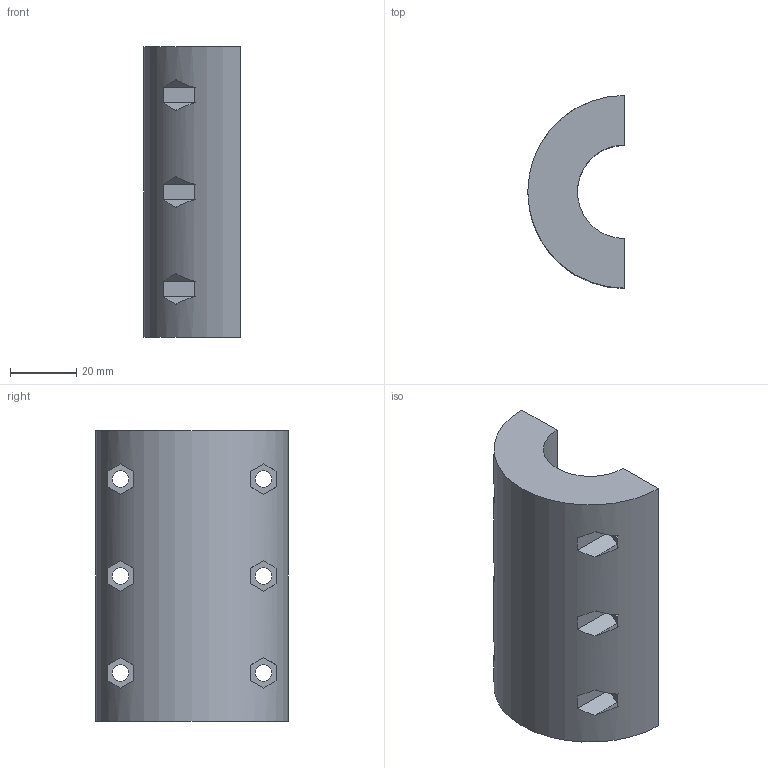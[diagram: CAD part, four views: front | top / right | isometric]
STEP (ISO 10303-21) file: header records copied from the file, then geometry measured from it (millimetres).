
FILE_DESCRIPTION(('FreeCAD Model'),'2;1');
FILE_NAME('Open CASCADE Shape Model','2024-02-22T14:45:40',(''),(''), 'Open CASCADE STEP processor 7.7','FreeCAD','Unknown');
FILE_SCHEMA(('AUTOMOTIVE_DESIGN { 1 0 10303 214 1 1 1 1 }'));
Length unit declared in the file: millimetre
Products named in the file (3): Unnamed; Tělo; Extrude
Assembly tree (2 placements, depth 2):
  Unnamed
    Tělo
    Extrude
Bounding box: 29.12 x 58.25 x 87.8 mm (x, y, z)
Volume: 85212.8 mm3; surface area: 21951.1 mm2
Topology: 7 solids, 7 shells, 96 faces, 246 edges, 164 vertices
Faces by surface type: plane 88, cylinder 8
Full cylindrical faces by diameter (mm): 5 x6
Entity records: 6310 total; most frequent: CARTESIAN_POINT 1121, DIRECTION 952, LINE 634, VECTOR 634, ORIENTED_EDGE 492, PCURVE 492, DEFINITIONAL_REPRESENTATION 492, EDGE_CURVE 246
